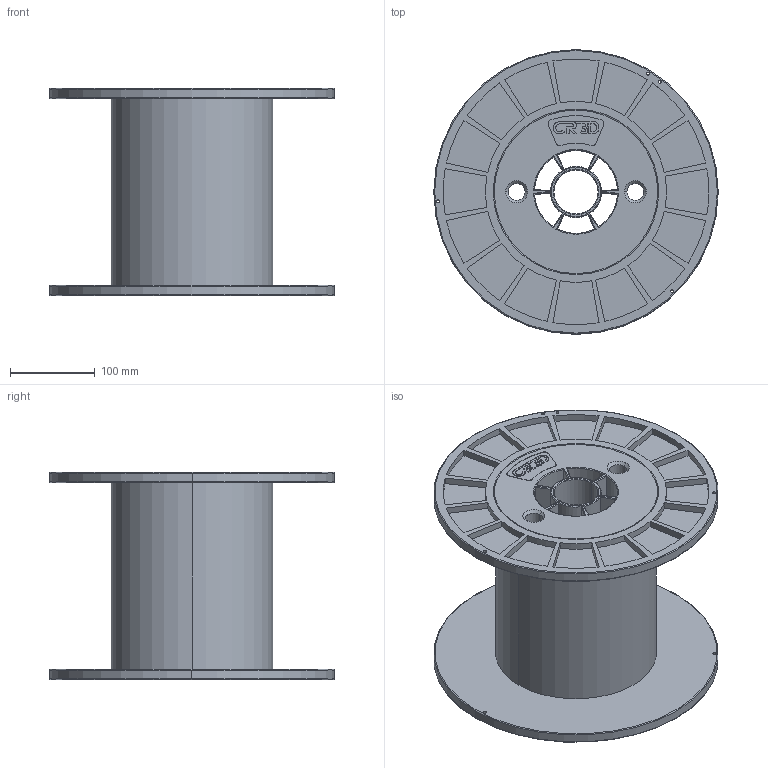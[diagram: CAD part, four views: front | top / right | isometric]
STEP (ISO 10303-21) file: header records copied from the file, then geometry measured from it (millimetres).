
FILE_DESCRIPTION (( 'STEP AP214' ), '1' );
FILE_NAME ('CR-3D_Filamentspule_10kg_transparent.STEP', '2020-12-26T06:01:30', ( '' ), ( '' ), 'SwSTEP 2.0', 'SolidWorks 2020', '' );
FILE_SCHEMA (( 'AUTOMOTIVE_DESIGN' ));
Length unit declared in the file: millimetre
Products named in the file (1): CR-3D_Filamentspule_10kg_transparent
Bounding box: 335 x 335 x 244 mm (x, y, z)
Volume: 6036173.6 mm3; surface area: 720261.9 mm2
Topology: 1 solids, 1 shells, 363 faces, 896 edges, 574 vertices
Faces by surface type: plane 150, cylinder 139, torus 40, bspline 26, cone 8
Entity records: 11940 total; most frequent: CARTESIAN_POINT 2604, ORIENTED_EDGE 1792, DIRECTION 1770, EDGE_CURVE 896, AXIS2_PLACEMENT_3D 636, VERTEX_POINT 574, LINE 498, VECTOR 498
